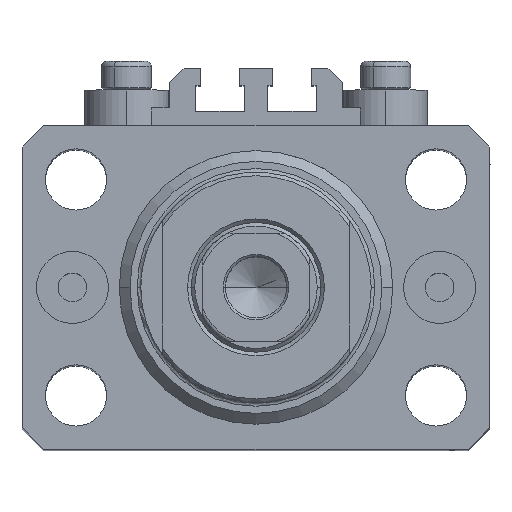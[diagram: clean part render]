
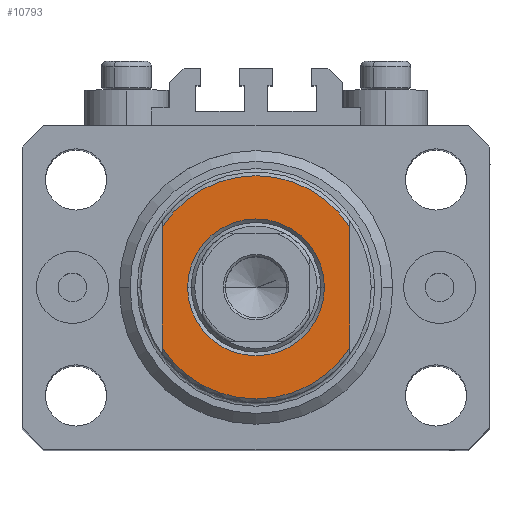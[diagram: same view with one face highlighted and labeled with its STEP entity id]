
A CAD part, top view. The second image highlights one B-rep face of the part: STEP entity #10793.
In plain terms, the highlighted face is planar.
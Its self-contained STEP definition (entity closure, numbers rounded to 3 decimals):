
#958 = CARTESIAN_POINT ( 'NONE',  ( -13., 8.441, -6.5 ) ) ;
#3065 = CARTESIAN_POINT ( 'NONE',  ( -13., -43.081, -6.5 ) ) ;
#3467 = DIRECTION ( 'NONE',  ( -1., 0., 0. ) ) ;
#4909 = DIRECTION ( 'NONE',  ( -1., 0., 0. ) ) ;
#5658 = VERTEX_POINT ( 'NONE', #958 ) ;
#5819 = CARTESIAN_POINT ( 'NONE',  ( 0., 0., -6.5 ) ) ;
#5992 = CARTESIAN_POINT ( 'NONE',  ( -13., -8.441, -6.5 ) ) ;
#6006 = VERTEX_POINT ( 'NONE', #37876 ) ;
#7857 = VERTEX_POINT ( 'NONE', #5992 ) ;
#8533 = CARTESIAN_POINT ( 'NONE',  ( -9.5, 0., -6.5 ) ) ;
#9279 = VECTOR ( 'NONE', #25185, 1000. ) ;
#9871 = CIRCLE ( 'NONE', #36562, 9.5 ) ;
#10793 = ADVANCED_FACE ( 'NONE', ( #36138, #14917 ), #14670, .T. ) ;
#10812 = EDGE_LOOP ( 'NONE', ( #16246, #33532 ) ) ;
#11068 = ORIENTED_EDGE ( 'NONE', *, *, #29096, .F. ) ;
#11094 = CARTESIAN_POINT ( 'NONE',  ( 0., 0., -6.5 ) ) ;
#11322 = CARTESIAN_POINT ( 'NONE',  ( 0., 0., -6.5 ) ) ;
#12201 = DIRECTION ( 'NONE',  ( 0., 0., 1. ) ) ;
#13222 = AXIS2_PLACEMENT_3D ( 'NONE', #5819, #20373, #19912 ) ;
#13319 = AXIS2_PLACEMENT_3D ( 'NONE', #11322, #40201, #3467 ) ;
#13812 = EDGE_CURVE ( 'NONE', #18184, #7857, #43780, .T. ) ;
#13839 = VECTOR ( 'NONE', #39555, 1000. ) ;
#14297 = DIRECTION ( 'NONE',  ( -1., 0., 0. ) ) ;
#14670 = PLANE ( 'NONE',  #13319 ) ;
#14917 = FACE_OUTER_BOUND ( 'NONE', #32951, .T. ) ;
#15057 = ORIENTED_EDGE ( 'NONE', *, *, #38327, .T. ) ;
#15410 = DIRECTION ( 'NONE',  ( 0., 0., -1. ) ) ;
#16220 = ORIENTED_EDGE ( 'NONE', *, *, #13812, .T. ) ;
#16246 = ORIENTED_EDGE ( 'NONE', *, *, #17233, .T. ) ;
#16505 = LINE ( 'NONE', #3065, #13839 ) ;
#17052 = CIRCLE ( 'NONE', #13222, 15.5 ) ;
#17233 = EDGE_CURVE ( 'NONE', #39973, #6006, #18860, .T. ) ;
#18184 = VERTEX_POINT ( 'NONE', #27926 ) ;
#18860 = CIRCLE ( 'NONE', #45526, 9.5 ) ;
#19912 = DIRECTION ( 'NONE',  ( -1., 0., 0. ) ) ;
#20373 = DIRECTION ( 'NONE',  ( 0., 0., -1. ) ) ;
#23192 = CARTESIAN_POINT ( 'NONE',  ( 13., 8.441, -6.5 ) ) ;
#23201 = AXIS2_PLACEMENT_3D ( 'NONE', #44756, #15410, #4909 ) ;
#25185 = DIRECTION ( 'NONE',  ( 0., -1., 0. ) ) ;
#26079 = EDGE_CURVE ( 'NONE', #6006, #39973, #9871, .T. ) ;
#27124 = VERTEX_POINT ( 'NONE', #23192 ) ;
#27917 = DIRECTION ( 'NONE',  ( 0., 0., 1. ) ) ;
#27926 = CARTESIAN_POINT ( 'NONE',  ( 13., -8.441, -6.5 ) ) ;
#28658 = EDGE_CURVE ( 'NONE', #27124, #18184, #38774, .T. ) ;
#29096 = EDGE_CURVE ( 'NONE', #5658, #7857, #16505, .T. ) ;
#30597 = DIRECTION ( 'NONE',  ( -1., 0., 0. ) ) ;
#32102 = CARTESIAN_POINT ( 'NONE',  ( 13., -43.081, -6.5 ) ) ;
#32951 = EDGE_LOOP ( 'NONE', ( #15057, #46383, #16220, #11068 ) ) ;
#33532 = ORIENTED_EDGE ( 'NONE', *, *, #26079, .T. ) ;
#36138 = FACE_BOUND ( 'NONE', #10812, .T. ) ;
#36562 = AXIS2_PLACEMENT_3D ( 'NONE', #11094, #12201, #30597 ) ;
#37876 = CARTESIAN_POINT ( 'NONE',  ( 9.5, 0., -6.5 ) ) ;
#38327 = EDGE_CURVE ( 'NONE', #5658, #27124, #17052, .T. ) ;
#38774 = LINE ( 'NONE', #32102, #9279 ) ;
#39555 = DIRECTION ( 'NONE',  ( 0., -1., 0. ) ) ;
#39973 = VERTEX_POINT ( 'NONE', #8533 ) ;
#40201 = DIRECTION ( 'NONE',  ( 0., 0., -1. ) ) ;
#43780 = CIRCLE ( 'NONE', #23201, 15.5 ) ;
#44756 = CARTESIAN_POINT ( 'NONE',  ( 0., 0., -6.5 ) ) ;
#45526 = AXIS2_PLACEMENT_3D ( 'NONE', #46995, #27917, #14297 ) ;
#46383 = ORIENTED_EDGE ( 'NONE', *, *, #28658, .T. ) ;
#46995 = CARTESIAN_POINT ( 'NONE',  ( 0., 0., -6.5 ) ) ;
